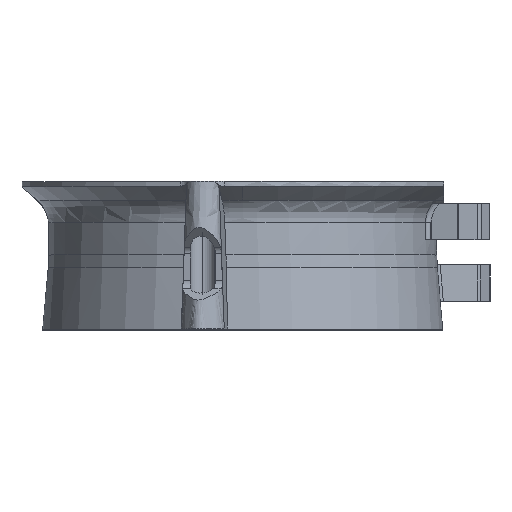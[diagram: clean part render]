
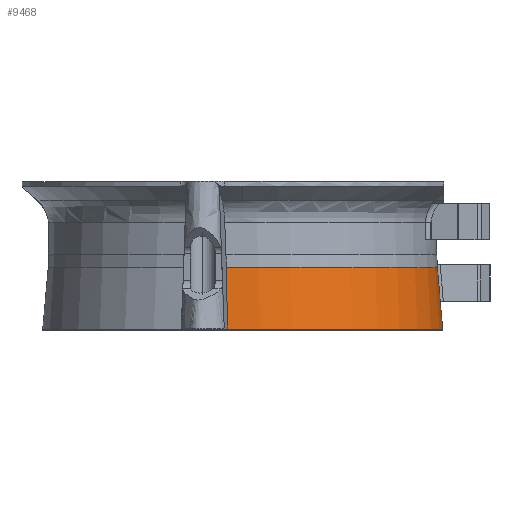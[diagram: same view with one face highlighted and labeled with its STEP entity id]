
A CAD part, top view. The second image highlights one B-rep face of the part: STEP entity #9468.
In plain terms, the highlighted conical face has half-angle 5 degrees and reference radius 41.392 mm.
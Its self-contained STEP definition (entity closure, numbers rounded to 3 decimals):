
#84 = CARTESIAN_POINT ( 'NONE',  ( -22.893, 3.1, 23.245 ) ) ;
#154 = CARTESIAN_POINT ( 'NONE',  ( -61.219, 8.752, 84.346 ) ) ;
#227 = CARTESIAN_POINT ( 'NONE',  ( -22.415, 1.102, 23.711 ) ) ;
#293 = CONICAL_SURFACE ( 'NONE', #4386, 41.392, 0.087 ) ;
#407 = CARTESIAN_POINT ( 'NONE',  ( -27.172, -4., 16.435 ) ) ;
#413 = CARTESIAN_POINT ( 'NONE',  ( -27.259, -2.633, 16.517 ) ) ;
#432 = CARTESIAN_POINT ( 'NONE',  ( -20.907, -4., 25.564 ) ) ;
#568 = ORIENTED_EDGE ( 'NONE', *, *, #7638, .F. ) ;
#602 = EDGE_CURVE ( 'NONE', #7871, #6249, #9109, .T. ) ;
#774 = CARTESIAN_POINT ( 'NONE',  ( -20.907, -4., 25.564 ) ) ;
#793 = VERTEX_POINT ( 'NONE', #9550 ) ;
#819 = VERTEX_POINT ( 'NONE', #6333 ) ;
#921 = CARTESIAN_POINT ( 'NONE',  ( -22.653, 2.102, 23.477 ) ) ;
#1174 = CARTESIAN_POINT ( 'NONE',  ( -21.014, -2.633, 25.616 ) ) ;
#1176 = CARTESIAN_POINT ( 'NONE',  ( -56.013, 6.65, 3.792 ) ) ;
#1225 = ORIENTED_EDGE ( 'NONE', *, *, #602, .F. ) ;
#1309 = CARTESIAN_POINT ( 'NONE',  ( -57.861, 3.1, 44.21 ) ) ;
#1332 = DIRECTION ( 'NONE',  ( 0., 0., -1. ) ) ;
#1451 = EDGE_CURVE ( 'NONE', #819, #6249, #8976, .T. ) ;
#1518 = ORIENTED_EDGE ( 'NONE', *, *, #7775, .T. ) ;
#1704 = CIRCLE ( 'NONE', #6895, 41.033 ) ;
#1764 = CARTESIAN_POINT ( 'NONE',  ( -25.852, 2.102, 18.815 ) ) ;
#1978 = DIRECTION ( 'NONE',  ( 0., 0., -1. ) ) ;
#2103 = DIRECTION ( 'NONE',  ( 0., 1., 0. ) ) ;
#2123 =( BOUNDED_CURVE ( )  B_SPLINE_CURVE ( 3, ( #2305, #227, #921, #84 ),
 .UNSPECIFIED., .F., .T. ) 
 B_SPLINE_CURVE_WITH_KNOTS ( ( 4, 4 ),
 ( 1.758, 1.782 ),
 .UNSPECIFIED. ) 
 CURVE ( )  GEOMETRIC_REPRESENTATION_ITEM ( )  RATIONAL_B_SPLINE_CURVE ( ( 1., 1., 1., 1. ) ) 
 REPRESENTATION_ITEM ( '' )  );
#2169 = EDGE_CURVE ( 'NONE', #5573, #6781, #7791, .T. ) ;
#2227 = EDGE_CURVE ( 'NONE', #6288, #7430, #9056, .T. ) ;
#2305 = CARTESIAN_POINT ( 'NONE',  ( -22.18, 0.1, 23.947 ) ) ;
#2507 = CARTESIAN_POINT ( 'NONE',  ( -56.346, 3.464, 3.499 ) ) ;
#2523 = CARTESIAN_POINT ( 'NONE',  ( -27.434, 0.1, 16.68 ) ) ;
#2647 = CARTESIAN_POINT ( 'NONE',  ( -21.122, -1.267, 25.668 ) ) ;
#2669 = ORIENTED_EDGE ( 'NONE', *, *, #8914, .T. ) ;
#2675 = FACE_OUTER_BOUND ( 'NONE', #5959, .T. ) ;
#2685 = AXIS2_PLACEMENT_3D ( 'NONE', #4979, #7992, #1332 ) ;
#2745 = AXIS2_PLACEMENT_3D ( 'NONE', #6815, #5259, #6866 ) ;
#2805 = CARTESIAN_POINT ( 'NONE',  ( -21.229, 0.1, 25.721 ) ) ;
#2843 = ORIENTED_EDGE ( 'NONE', *, *, #7267, .T. ) ;
#2900 = ORIENTED_EDGE ( 'NONE', *, *, #1451, .T. ) ;
#3058 = EDGE_CURVE ( 'NONE', #7430, #6757, #4898, .T. ) ;
#3194 = CARTESIAN_POINT ( 'NONE',  ( -25.722, 3.1, 19.123 ) ) ;
#3279 = CARTESIAN_POINT ( 'NONE',  ( -25.985, 1.102, 18.509 ) ) ;
#3361 = EDGE_CURVE ( 'NONE', #793, #7871, #8994, .T. ) ;
#3403 = CARTESIAN_POINT ( 'NONE',  ( -57.861, -4., 44.21 ) ) ;
#3523 = CARTESIAN_POINT ( 'NONE',  ( -22.893, 3.1, 23.245 ) ) ;
#3690 = AXIS2_PLACEMENT_3D ( 'NONE', #4106, #9489, #8004 ) ;
#3703 = DIRECTION ( 'NONE',  ( 0., 1., 0. ) ) ;
#3759 = ORIENTED_EDGE ( 'NONE', *, *, #8079, .T. ) ;
#3880 = CARTESIAN_POINT ( 'NONE',  ( -22.18, 0.1, 23.947 ) ) ;
#4033 = CARTESIAN_POINT ( 'NONE',  ( -56.576, 0.269, 3.212 ) ) ;
#4056 = DIRECTION ( 'NONE',  ( 0., -1., 0. ) ) ;
#4106 = CARTESIAN_POINT ( 'NONE',  ( -57.861, 8.752, 44.21 ) ) ;
#4113 = CARTESIAN_POINT ( 'NONE',  ( -27.172, -4., 16.435 ) ) ;
#4160 = CARTESIAN_POINT ( 'NONE',  ( -27.346, -1.267, 16.598 ) ) ;
#4299 = CARTESIAN_POINT ( 'NONE',  ( -60.963, -4., 85.486 ) ) ;
#4312 = DIRECTION ( 'NONE',  ( 0., 0., -1. ) ) ;
#4386 = AXIS2_PLACEMENT_3D ( 'NONE', #3403, #4056, #7111 ) ;
#4711 = AXIS2_PLACEMENT_3D ( 'NONE', #7501, #3703, #6712 ) ;
#4821 =( BOUNDED_CURVE ( )  B_SPLINE_CURVE ( 3, ( #9358, #1764, #3279, #7825 ),
 .UNSPECIFIED., .F., .F. ) 
 B_SPLINE_CURVE_WITH_KNOTS ( ( 4, 4 ),
 ( 4.502, 4.525 ),
 .UNSPECIFIED. ) 
 CURVE ( )  GEOMETRIC_REPRESENTATION_ITEM ( )  RATIONAL_B_SPLINE_CURVE ( ( 1., 1., 1., 1. ) ) 
 REPRESENTATION_ITEM ( '' )  );
#4868 = CARTESIAN_POINT ( 'NONE',  ( -21.229, 0.1, 25.721 ) ) ;
#4874 = B_SPLINE_CURVE_WITH_KNOTS ( 'NONE', 3,
 ( #4868, #2647, #1174, #432 ),
 .UNSPECIFIED., .F., .F.,
 ( 4, 4 ),
 ( 0., 0.004 ),
 .UNSPECIFIED. ) ;
#4898 = B_SPLINE_CURVE_WITH_KNOTS ( 'NONE', 3,
 ( #4299, #8803, #6421, #5042 ),
 .UNSPECIFIED., .F., .F.,
 ( 4, 4 ),
 ( 0., 0.013 ),
 .UNSPECIFIED. ) ;
#4925 = ORIENTED_EDGE ( 'NONE', *, *, #2227, .F. ) ;
#4979 = CARTESIAN_POINT ( 'NONE',  ( -57.861, -4., 44.21 ) ) ;
#5042 = CARTESIAN_POINT ( 'NONE',  ( -61.219, 8.752, 84.346 ) ) ;
#5259 = DIRECTION ( 'NONE',  ( 0., -1., 0. ) ) ;
#5350 = CARTESIAN_POINT ( 'NONE',  ( -55.644, 8.752, 3.995 ) ) ;
#5424 = CIRCLE ( 'NONE', #3690, 40.276 ) ;
#5517 = CARTESIAN_POINT ( 'NONE',  ( -56.079, 6.12, 3.743 ) ) ;
#5573 = VERTEX_POINT ( 'NONE', #3523 ) ;
#5824 = B_SPLINE_CURVE_WITH_KNOTS ( 'NONE', 3,
 ( #7038, #9262, #4033, #2507, #9416, #5517, #1176, #8725, #7833, #8627 ),
 .UNSPECIFIED., .F., .F.,
 ( 4, 2, 2, 2, 4 ),
 ( 0., 0.006, 0.01, 0.011, 0.013 ),
 .UNSPECIFIED. ) ;
#5959 = EDGE_LOOP ( 'NONE', ( #3759, #1518, #8005, #4925, #568, #7465, #2669, #8250, #2843, #2900, #1225, #7657 ) ) ;
#6249 = VERTEX_POINT ( 'NONE', #2523 ) ;
#6288 = VERTEX_POINT ( 'NONE', #774 ) ;
#6333 = CARTESIAN_POINT ( 'NONE',  ( -26.121, 0.1, 18.205 ) ) ;
#6421 = CARTESIAN_POINT ( 'NONE',  ( -61.134, 4.501, 84.726 ) ) ;
#6712 = DIRECTION ( 'NONE',  ( 0., 0., -1. ) ) ;
#6757 = VERTEX_POINT ( 'NONE', #154 ) ;
#6781 = VERTEX_POINT ( 'NONE', #3194 ) ;
#6815 = CARTESIAN_POINT ( 'NONE',  ( -57.861, -4., 44.21 ) ) ;
#6866 = DIRECTION ( 'NONE',  ( 0., 0., -1. ) ) ;
#6895 = AXIS2_PLACEMENT_3D ( 'NONE', #8740, #7098, #1978 ) ;
#6995 = AXIS2_PLACEMENT_3D ( 'NONE', #1309, #2103, #4312 ) ;
#7038 = CARTESIAN_POINT ( 'NONE',  ( -56.742, -4., 2.833 ) ) ;
#7049 = VERTEX_POINT ( 'NONE', #2805 ) ;
#7098 = DIRECTION ( 'NONE',  ( 0., 1., 0. ) ) ;
#7111 = DIRECTION ( 'NONE',  ( 0., 0., -1. ) ) ;
#7267 = EDGE_CURVE ( 'NONE', #6781, #819, #4821, .T. ) ;
#7430 = VERTEX_POINT ( 'NONE', #8820 ) ;
#7465 = ORIENTED_EDGE ( 'NONE', *, *, #9705, .T. ) ;
#7501 = CARTESIAN_POINT ( 'NONE',  ( -57.861, 0.1, 44.21 ) ) ;
#7619 = VERTEX_POINT ( 'NONE', #3880 ) ;
#7638 = EDGE_CURVE ( 'NONE', #7049, #6288, #4874, .T. ) ;
#7657 = ORIENTED_EDGE ( 'NONE', *, *, #3361, .F. ) ;
#7775 = EDGE_CURVE ( 'NONE', #8700, #6757, #5424, .T. ) ;
#7791 = CIRCLE ( 'NONE', #6995, 40.771 ) ;
#7825 = CARTESIAN_POINT ( 'NONE',  ( -26.121, 0.1, 18.205 ) ) ;
#7833 = CARTESIAN_POINT ( 'NONE',  ( -55.767, 8.233, 3.943 ) ) ;
#7871 = VERTEX_POINT ( 'NONE', #407 ) ;
#7992 = DIRECTION ( 'NONE',  ( 0., -1., 0. ) ) ;
#8004 = DIRECTION ( 'NONE',  ( 0., 0., -1. ) ) ;
#8005 = ORIENTED_EDGE ( 'NONE', *, *, #3058, .F. ) ;
#8079 = EDGE_CURVE ( 'NONE', #793, #8700, #5824, .T. ) ;
#8250 = ORIENTED_EDGE ( 'NONE', *, *, #2169, .T. ) ;
#8627 = CARTESIAN_POINT ( 'NONE',  ( -55.644, 8.752, 3.995 ) ) ;
#8700 = VERTEX_POINT ( 'NONE', #5350 ) ;
#8725 = CARTESIAN_POINT ( 'NONE',  ( -55.856, 7.706, 3.892 ) ) ;
#8740 = CARTESIAN_POINT ( 'NONE',  ( -57.861, 0.1, 44.21 ) ) ;
#8803 = CARTESIAN_POINT ( 'NONE',  ( -61.048, 0.251, 85.106 ) ) ;
#8820 = CARTESIAN_POINT ( 'NONE',  ( -60.963, -4., 85.486 ) ) ;
#8914 = EDGE_CURVE ( 'NONE', #7619, #5573, #2123, .T. ) ;
#8976 = CIRCLE ( 'NONE', #4711, 41.033 ) ;
#8994 = CIRCLE ( 'NONE', #2685, 41.392 ) ;
#9056 = CIRCLE ( 'NONE', #2745, 41.392 ) ;
#9109 = B_SPLINE_CURVE_WITH_KNOTS ( 'NONE', 3,
 ( #4113, #413, #4160, #9396 ),
 .UNSPECIFIED., .F., .F.,
 ( 4, 4 ),
 ( 0., 0.004 ),
 .UNSPECIFIED. ) ;
#9262 = CARTESIAN_POINT ( 'NONE',  ( -56.674, -1.865, 3.022 ) ) ;
#9358 = CARTESIAN_POINT ( 'NONE',  ( -25.722, 3.1, 19.123 ) ) ;
#9396 = CARTESIAN_POINT ( 'NONE',  ( -27.434, 0.1, 16.68 ) ) ;
#9416 = CARTESIAN_POINT ( 'NONE',  ( -56.256, 4.528, 3.596 ) ) ;
#9468 = ADVANCED_FACE ( 'NONE', ( #2675 ), #293, .T. ) ;
#9489 = DIRECTION ( 'NONE',  ( 0., -1., 0. ) ) ;
#9550 = CARTESIAN_POINT ( 'NONE',  ( -56.742, -4., 2.833 ) ) ;
#9705 = EDGE_CURVE ( 'NONE', #7049, #7619, #1704, .T. ) ;
